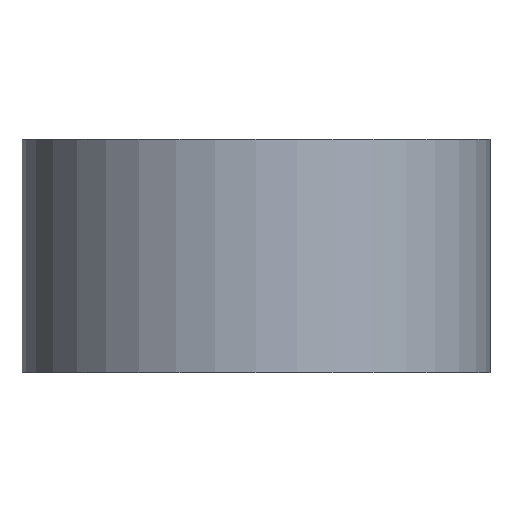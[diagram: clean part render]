
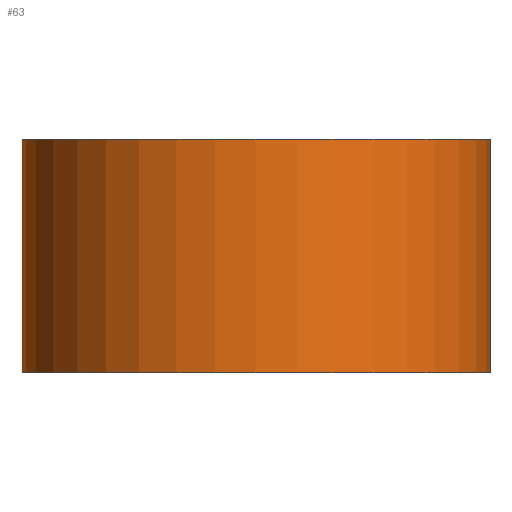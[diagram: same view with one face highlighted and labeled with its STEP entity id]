
A CAD part, left-side view. The second image highlights one B-rep face of the part: STEP entity #63.
In plain terms, the highlighted cylindrical face has radius 5 mm (diameter 10 mm), a partial arc.
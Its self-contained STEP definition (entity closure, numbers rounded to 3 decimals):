
#42 = VERTEX_POINT ( 'NONE', #236 ) ;
#51 = AXIS2_PLACEMENT_3D ( 'NONE', #82, #147, #314 ) ;
#60 = DIRECTION ( 'NONE',  ( 0., 0., 1. ) ) ;
#63 = ADVANCED_FACE ( 'NONE', ( #135 ), #263, .T. ) ;
#65 = ORIENTED_EDGE ( 'NONE', *, *, #213, .F. ) ;
#82 = CARTESIAN_POINT ( 'NONE',  ( -60., 25., 0. ) ) ;
#85 = ORIENTED_EDGE ( 'NONE', *, *, #310, .T. ) ;
#94 = VECTOR ( 'NONE', #60, 1000. ) ;
#95 = DIRECTION ( 'NONE',  ( 1., 0., 0. ) ) ;
#99 = ORIENTED_EDGE ( 'NONE', *, *, #365, .F. ) ;
#104 = CARTESIAN_POINT ( 'NONE',  ( -60., 25., -5. ) ) ;
#124 = DIRECTION ( 'NONE',  ( 0., 0., 1. ) ) ;
#135 = FACE_OUTER_BOUND ( 'NONE', #296, .T. ) ;
#146 = CIRCLE ( 'NONE', #267, 5. ) ;
#147 = DIRECTION ( 'NONE',  ( 0., 0., 1. ) ) ;
#150 = VERTEX_POINT ( 'NONE', #412 ) ;
#155 = CARTESIAN_POINT ( 'NONE',  ( -60., 30., -5. ) ) ;
#165 = DIRECTION ( 'NONE',  ( 0., 0., 1. ) ) ;
#177 = ORIENTED_EDGE ( 'NONE', *, *, #291, .T. ) ;
#182 = DIRECTION ( 'NONE',  ( 0., 0., 1. ) ) ;
#213 = EDGE_CURVE ( 'NONE', #280, #42, #421, .T. ) ;
#219 = CARTESIAN_POINT ( 'NONE',  ( -60., 30., 0. ) ) ;
#236 = CARTESIAN_POINT ( 'NONE',  ( -60., 20., 0. ) ) ;
#252 = CARTESIAN_POINT ( 'NONE',  ( -60., 30., -5. ) ) ;
#263 = CYLINDRICAL_SURFACE ( 'NONE', #354, 5. ) ;
#267 = AXIS2_PLACEMENT_3D ( 'NONE', #394, #182, #95 ) ;
#280 = VERTEX_POINT ( 'NONE', #219 ) ;
#290 = CARTESIAN_POINT ( 'NONE',  ( -60., 20., -5. ) ) ;
#291 = EDGE_CURVE ( 'NONE', #150, #42, #330, .T. ) ;
#296 = EDGE_LOOP ( 'NONE', ( #65, #99, #85, #177 ) ) ;
#302 = DIRECTION ( 'NONE',  ( 1., 0., 0. ) ) ;
#310 = EDGE_CURVE ( 'NONE', #368, #150, #146, .T. ) ;
#314 = DIRECTION ( 'NONE',  ( 1., 0., 0. ) ) ;
#330 = LINE ( 'NONE', #290, #94 ) ;
#340 = VECTOR ( 'NONE', #124, 1000. ) ;
#354 = AXIS2_PLACEMENT_3D ( 'NONE', #104, #165, #302 ) ;
#365 = EDGE_CURVE ( 'NONE', #368, #280, #418, .T. ) ;
#368 = VERTEX_POINT ( 'NONE', #252 ) ;
#394 = CARTESIAN_POINT ( 'NONE',  ( -60., 25., -5. ) ) ;
#412 = CARTESIAN_POINT ( 'NONE',  ( -60., 20., -5. ) ) ;
#418 = LINE ( 'NONE', #155, #340 ) ;
#421 = CIRCLE ( 'NONE', #51, 5. ) ;
